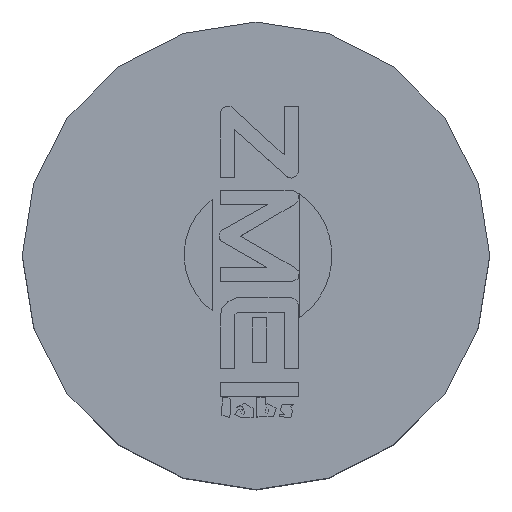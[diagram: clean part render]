
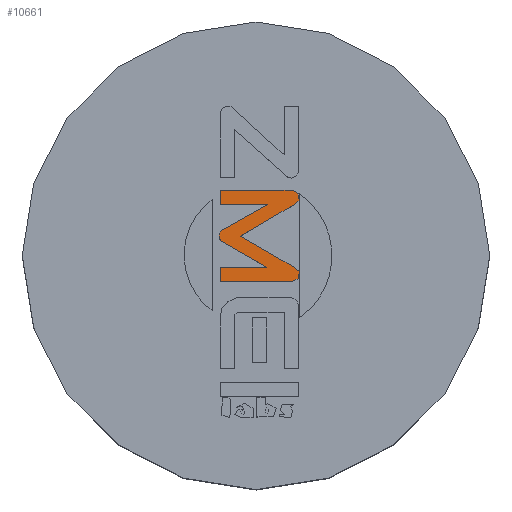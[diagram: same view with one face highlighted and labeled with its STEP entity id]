
A CAD part, top view. The second image highlights one B-rep face of the part: STEP entity #10661.
In plain terms, the highlighted planar face has unit normal (0, 0, 1).
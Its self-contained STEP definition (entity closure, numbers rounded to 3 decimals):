
#699=PLANE('',#11211);
#1224=FACE_OUTER_BOUND('',#1760,.T.);
#1760=EDGE_LOOP('',(#8311,#8312,#8313,#8314,#8315,#8316,#8317,#8318,#8319,
#8320,#8321,#8322,#8323,#8324,#8325,#8326,#8327,#8328,#8329,#8330,#8331,
#8332,#8333));
#2453=LINE('',#14768,#3929);
#2455=LINE('',#14772,#3931);
#2458=LINE('',#14778,#3934);
#2459=LINE('',#14781,#3935);
#2461=LINE('',#14784,#3937);
#2463=LINE('',#14788,#3939);
#2465=LINE('',#14792,#3941);
#2468=LINE('',#14798,#3944);
#2469=LINE('',#14801,#3945);
#2471=LINE('',#14804,#3947);
#2473=LINE('',#14808,#3949);
#2475=LINE('',#14812,#3951);
#2477=LINE('',#14816,#3953);
#2479=LINE('',#14820,#3955);
#2481=LINE('',#14824,#3957);
#2483=LINE('',#14828,#3959);
#2485=LINE('',#14832,#3961);
#2487=LINE('',#14836,#3963);
#2489=LINE('',#14840,#3965);
#2491=LINE('',#14844,#3967);
#2493=LINE('',#14848,#3969);
#2495=LINE('',#14852,#3971);
#2496=LINE('',#14854,#3972);
#3929=VECTOR('',#12109,10.);
#3931=VECTOR('',#12113,10.);
#3934=VECTOR('',#12118,10.);
#3935=VECTOR('',#12121,10.);
#3937=VECTOR('',#12125,10.);
#3939=VECTOR('',#12129,10.);
#3941=VECTOR('',#12133,10.);
#3944=VECTOR('',#12138,10.);
#3945=VECTOR('',#12141,10.);
#3947=VECTOR('',#12145,10.);
#3949=VECTOR('',#12149,10.);
#3951=VECTOR('',#12153,10.);
#3953=VECTOR('',#12157,10.);
#3955=VECTOR('',#12161,10.);
#3957=VECTOR('',#12165,10.);
#3959=VECTOR('',#12169,10.);
#3961=VECTOR('',#12173,10.);
#3963=VECTOR('',#12177,10.);
#3965=VECTOR('',#12181,10.);
#3967=VECTOR('',#12185,10.);
#3969=VECTOR('',#12189,10.);
#3971=VECTOR('',#12193,10.);
#3972=VECTOR('',#12196,10.);
#5320=VERTEX_POINT('',#14764);
#5321=VERTEX_POINT('',#14766);
#5322=VERTEX_POINT('',#14770);
#5323=VERTEX_POINT('',#14774);
#5324=VERTEX_POINT('',#14776);
#5325=VERTEX_POINT('',#14780);
#5326=VERTEX_POINT('',#14786);
#5327=VERTEX_POINT('',#14790);
#5328=VERTEX_POINT('',#14794);
#5329=VERTEX_POINT('',#14796);
#5330=VERTEX_POINT('',#14800);
#5331=VERTEX_POINT('',#14806);
#5332=VERTEX_POINT('',#14810);
#5333=VERTEX_POINT('',#14814);
#5334=VERTEX_POINT('',#14818);
#5335=VERTEX_POINT('',#14822);
#5336=VERTEX_POINT('',#14826);
#5337=VERTEX_POINT('',#14830);
#5338=VERTEX_POINT('',#14834);
#5339=VERTEX_POINT('',#14838);
#5340=VERTEX_POINT('',#14842);
#5341=VERTEX_POINT('',#14846);
#5342=VERTEX_POINT('',#14850);
#6388=EDGE_CURVE('',#5320,#5321,#2453,.T.);
#6390=EDGE_CURVE('',#5320,#5322,#2455,.T.);
#6393=EDGE_CURVE('',#5323,#5324,#2458,.T.);
#6394=EDGE_CURVE('',#5322,#5325,#2459,.T.);
#6396=EDGE_CURVE('',#5325,#5324,#2461,.T.);
#6398=EDGE_CURVE('',#5323,#5326,#2463,.T.);
#6400=EDGE_CURVE('',#5326,#5327,#2465,.T.);
#6403=EDGE_CURVE('',#5328,#5329,#2468,.T.);
#6404=EDGE_CURVE('',#5327,#5330,#2469,.T.);
#6406=EDGE_CURVE('',#5330,#5329,#2471,.T.);
#6408=EDGE_CURVE('',#5328,#5331,#2473,.T.);
#6410=EDGE_CURVE('',#5331,#5332,#2475,.T.);
#6412=EDGE_CURVE('',#5332,#5333,#2477,.T.);
#6414=EDGE_CURVE('',#5333,#5334,#2479,.T.);
#6416=EDGE_CURVE('',#5334,#5335,#2481,.T.);
#6418=EDGE_CURVE('',#5335,#5336,#2483,.T.);
#6420=EDGE_CURVE('',#5336,#5337,#2485,.T.);
#6422=EDGE_CURVE('',#5337,#5338,#2487,.T.);
#6424=EDGE_CURVE('',#5338,#5339,#2489,.T.);
#6426=EDGE_CURVE('',#5339,#5340,#2491,.T.);
#6428=EDGE_CURVE('',#5340,#5341,#2493,.T.);
#6430=EDGE_CURVE('',#5341,#5342,#2495,.T.);
#6431=EDGE_CURVE('',#5321,#5342,#2496,.T.);
#8311=ORIENTED_EDGE('',*,*,#6428,.F.);
#8312=ORIENTED_EDGE('',*,*,#6426,.F.);
#8313=ORIENTED_EDGE('',*,*,#6424,.F.);
#8314=ORIENTED_EDGE('',*,*,#6422,.F.);
#8315=ORIENTED_EDGE('',*,*,#6420,.F.);
#8316=ORIENTED_EDGE('',*,*,#6418,.F.);
#8317=ORIENTED_EDGE('',*,*,#6416,.F.);
#8318=ORIENTED_EDGE('',*,*,#6414,.F.);
#8319=ORIENTED_EDGE('',*,*,#6412,.F.);
#8320=ORIENTED_EDGE('',*,*,#6410,.F.);
#8321=ORIENTED_EDGE('',*,*,#6408,.F.);
#8322=ORIENTED_EDGE('',*,*,#6403,.T.);
#8323=ORIENTED_EDGE('',*,*,#6406,.F.);
#8324=ORIENTED_EDGE('',*,*,#6404,.F.);
#8325=ORIENTED_EDGE('',*,*,#6400,.F.);
#8326=ORIENTED_EDGE('',*,*,#6398,.F.);
#8327=ORIENTED_EDGE('',*,*,#6393,.T.);
#8328=ORIENTED_EDGE('',*,*,#6396,.F.);
#8329=ORIENTED_EDGE('',*,*,#6394,.F.);
#8330=ORIENTED_EDGE('',*,*,#6390,.F.);
#8331=ORIENTED_EDGE('',*,*,#6388,.T.);
#8332=ORIENTED_EDGE('',*,*,#6431,.T.);
#8333=ORIENTED_EDGE('',*,*,#6430,.F.);
#10661=ADVANCED_FACE('',(#1224),#699,.T.);
#11211=AXIS2_PLACEMENT_3D('',#14943,#12293,#12294);
#12109=DIRECTION('',(0.,-1.,0.));
#12113=DIRECTION('',(1.,0.,0.));
#12118=DIRECTION('',(0.751,0.66,0.));
#12121=DIRECTION('',(0.832,-0.555,0.));
#12125=DIRECTION('',(0.12,-0.993,0.));
#12129=DIRECTION('',(-0.863,-0.505,0.));
#12133=DIRECTION('',(0.867,-0.499,0.));
#12138=DIRECTION('',(0.899,0.438,0.));
#12141=DIRECTION('',(0.739,-0.673,0.));
#12145=DIRECTION('',(-0.182,-0.983,0.));
#12149=DIRECTION('',(-1.,0.,0.));
#12153=DIRECTION('',(0.,1.,0.));
#12157=DIRECTION('',(1.,0.,0.));
#12161=DIRECTION('',(-0.868,0.496,0.));
#12165=DIRECTION('',(-0.584,0.812,0.));
#12169=DIRECTION('',(-0.626,0.78,0.));
#12173=DIRECTION('',(-0.091,0.996,0.));
#12177=DIRECTION('',(0.,1.,0.));
#12181=DIRECTION('',(0.172,0.985,0.));
#12185=DIRECTION('',(0.465,0.885,0.));
#12189=DIRECTION('',(0.675,0.737,0.));
#12193=DIRECTION('',(0.874,0.486,0.));
#12196=DIRECTION('',(1.,0.,0.));
#12293=DIRECTION('center_axis',(0.,0.,1.));
#12294=DIRECTION('ref_axis',(1.,0.,0.));
#14764=CARTESIAN_POINT('',(-1.226,2.235,8.5));
#14766=CARTESIAN_POINT('',(-1.226,1.75,8.5));
#14768=CARTESIAN_POINT('',(-1.226,2.235,8.5));
#14770=CARTESIAN_POINT('',(1.27,2.235,8.5));
#14772=CARTESIAN_POINT('',(-1.226,2.235,8.5));
#14774=CARTESIAN_POINT('',(1.307,1.75,8.5));
#14776=CARTESIAN_POINT('',(1.477,1.899,8.5));
#14778=CARTESIAN_POINT('',(1.307,1.75,8.5));
#14780=CARTESIAN_POINT('',(1.451,2.114,8.5));
#14781=CARTESIAN_POINT('',(1.27,2.235,8.5));
#14784=CARTESIAN_POINT('',(1.451,2.114,8.5));
#14786=CARTESIAN_POINT('',(-0.538,0.669,8.5));
#14788=CARTESIAN_POINT('',(1.307,1.75,8.5));
#14790=CARTESIAN_POINT('',(1.305,-0.392,8.5));
#14792=CARTESIAN_POINT('',(-0.538,0.669,8.5));
#14794=CARTESIAN_POINT('',(1.226,-0.888,8.5));
#14796=CARTESIAN_POINT('',(1.44,-0.784,8.5));
#14798=CARTESIAN_POINT('',(1.226,-0.888,8.5));
#14800=CARTESIAN_POINT('',(1.482,-0.554,8.5));
#14801=CARTESIAN_POINT('',(1.305,-0.392,8.5));
#14804=CARTESIAN_POINT('',(1.482,-0.554,8.5));
#14806=CARTESIAN_POINT('',(-1.226,-0.888,8.5));
#14808=CARTESIAN_POINT('',(1.226,-0.888,8.5));
#14810=CARTESIAN_POINT('',(-1.226,-0.392,8.5));
#14812=CARTESIAN_POINT('',(-1.226,-0.888,8.5));
#14814=CARTESIAN_POINT('',(0.36,-0.392,8.5));
#14816=CARTESIAN_POINT('',(-1.226,-0.392,8.5));
#14818=CARTESIAN_POINT('',(-1.197,0.498,8.5));
#14820=CARTESIAN_POINT('',(0.36,-0.392,8.5));
#14822=CARTESIAN_POINT('',(-1.226,0.539,8.5));
#14824=CARTESIAN_POINT('',(-1.197,0.498,8.5));
#14826=CARTESIAN_POINT('',(-1.254,0.573,8.5));
#14828=CARTESIAN_POINT('',(-1.226,0.539,8.5));
#14830=CARTESIAN_POINT('',(-1.258,0.62,8.5));
#14832=CARTESIAN_POINT('',(-1.254,0.573,8.5));
#14834=CARTESIAN_POINT('',(-1.258,0.72,8.5));
#14836=CARTESIAN_POINT('',(-1.258,0.62,8.5));
#14838=CARTESIAN_POINT('',(-1.25,0.769,8.5));
#14840=CARTESIAN_POINT('',(-1.258,0.72,8.5));
#14842=CARTESIAN_POINT('',(-1.226,0.814,8.5));
#14844=CARTESIAN_POINT('',(-1.25,0.769,8.5));
#14846=CARTESIAN_POINT('',(-1.163,0.882,8.5));
#14848=CARTESIAN_POINT('',(-1.226,0.814,8.5));
#14850=CARTESIAN_POINT('',(0.398,1.75,8.5));
#14852=CARTESIAN_POINT('',(-1.163,0.882,8.5));
#14854=CARTESIAN_POINT('',(-1.226,1.75,8.5));
#14943=CARTESIAN_POINT('Origin',(-1.163,0.882,8.5));
